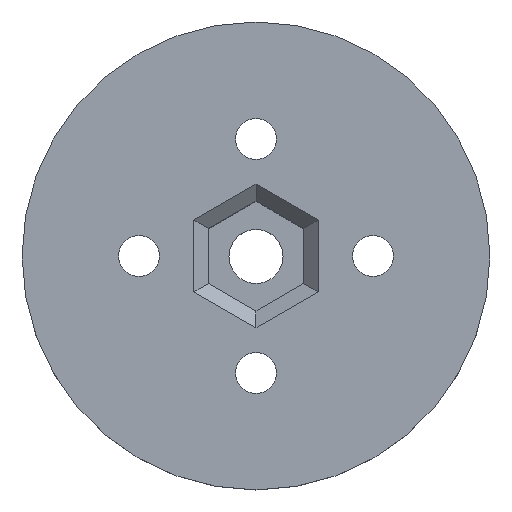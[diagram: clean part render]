
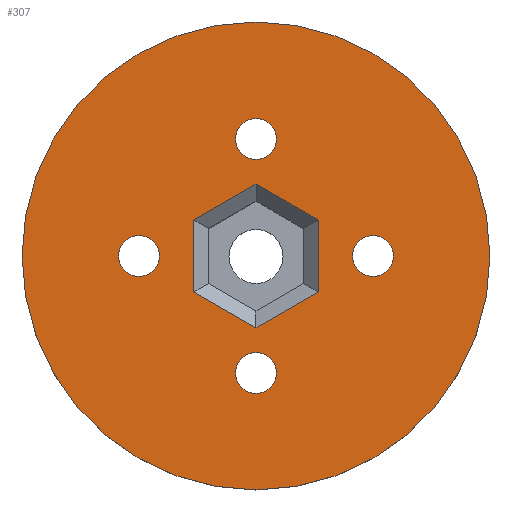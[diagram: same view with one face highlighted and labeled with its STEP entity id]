
A CAD part, top view. The second image highlights one B-rep face of the part: STEP entity #307.
In plain terms, the highlighted planar face has unit normal (0, 0, 1).
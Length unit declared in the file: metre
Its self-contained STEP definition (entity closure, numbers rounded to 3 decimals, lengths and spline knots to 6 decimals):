
#307 = ADVANCED_FACE( '', ( #653, #654, #655, #656, #657, #658 ), #659, .T. );
#653 = FACE_BOUND( '', #5538, .T. );
#654 = FACE_BOUND( '', #5539, .T. );
#655 = FACE_BOUND( '', #5540, .T. );
#656 = FACE_BOUND( '', #5541, .T. );
#657 = FACE_BOUND( '', #5542, .T. );
#658 = FACE_OUTER_BOUND( '', #5543, .T. );
#659 = PLANE( '', #5544 );
#5538 = EDGE_LOOP( '', ( #9053, #9054, #9055, #9056, #9057, #9058 ) );
#5539 = EDGE_LOOP( '', ( #9059 ) );
#5540 = EDGE_LOOP( '', ( #9060 ) );
#5541 = EDGE_LOOP( '', ( #9061 ) );
#5542 = EDGE_LOOP( '', ( #9062 ) );
#5543 = EDGE_LOOP( '', ( #9063 ) );
#5544 = AXIS2_PLACEMENT_3D( '', #9064, #9065, #9066 );
#9053 = ORIENTED_EDGE( '', *, *, #9523, .T. );
#9054 = ORIENTED_EDGE( '', *, *, #9615, .T. );
#9055 = ORIENTED_EDGE( '', *, *, #9495, .T. );
#9056 = ORIENTED_EDGE( '', *, *, #9569, .T. );
#9057 = ORIENTED_EDGE( '', *, *, #9582, .T. );
#9058 = ORIENTED_EDGE( '', *, *, #9519, .T. );
#9059 = ORIENTED_EDGE( '', *, *, #9616, .F. );
#9060 = ORIENTED_EDGE( '', *, *, #9479, .F. );
#9061 = ORIENTED_EDGE( '', *, *, #9476, .F. );
#9062 = ORIENTED_EDGE( '', *, *, #9362, .F. );
#9063 = ORIENTED_EDGE( '', *, *, #9436, .T. );
#9064 = CARTESIAN_POINT( '', ( 0., 0., 0.005 ) );
#9065 = DIRECTION( '', ( 0., 0., 1. ) );
#9066 = DIRECTION( '', ( 1., 0., 0. ) );
#9362 = EDGE_CURVE( '', #9800, #9800, #9801, .T. );
#9436 = EDGE_CURVE( '', #9926, #9926, #9927, .T. );
#9476 = EDGE_CURVE( '', #9982, #9982, #9983, .T. );
#9479 = EDGE_CURVE( '', #9987, #9987, #9988, .T. );
#9495 = EDGE_CURVE( '', #10009, #10007, #10010, .T. );
#9519 = EDGE_CURVE( '', #10039, #10041, #10043, .T. );
#9523 = EDGE_CURVE( '', #10041, #10047, #10049, .T. );
#9569 = EDGE_CURVE( '', #10007, #10101, #10103, .T. );
#9582 = EDGE_CURVE( '', #10101, #10039, #10117, .T. );
#9615 = EDGE_CURVE( '', #10047, #10009, #10151, .T. );
#9616 = EDGE_CURVE( '', #10152, #10152, #10153, .T. );
#9800 = VERTEX_POINT( '', #10599 );
#9801 = CIRCLE( '', #10600, 0.0014 );
#9926 = VERTEX_POINT( '', #10890 );
#9927 = CIRCLE( '', #10891, 0.016 );
#9982 = VERTEX_POINT( '', #11132 );
#9983 = CIRCLE( '', #11133, 0.0014 );
#9987 = VERTEX_POINT( '', #11137 );
#9988 = CIRCLE( '', #11138, 0.0014 );
#10007 = VERTEX_POINT( '', #11206 );
#10009 = VERTEX_POINT( '', #11209 );
#10010 = LINE( '', #11210, #11211 );
#10039 = VERTEX_POINT( '', #11284 );
#10041 = VERTEX_POINT( '', #11287 );
#10043 = LINE( '', #11290, #11291 );
#10047 = VERTEX_POINT( '', #11296 );
#10049 = LINE( '', #11299, #11300 );
#10101 = VERTEX_POINT( '', #11431 );
#10103 = LINE( '', #11434, #11435 );
#10117 = LINE( '', #11508, #11509 );
#10151 = LINE( '', #11631, #11632 );
#10152 = VERTEX_POINT( '', #11633 );
#10153 = CIRCLE( '', #11634, 0.0014 );
#10599 = CARTESIAN_POINT( '', ( -0.0066, 0., 0.005 ) );
#10600 = AXIS2_PLACEMENT_3D( '', #11891, #11892, #11893 );
#10890 = CARTESIAN_POINT( '', ( 0.016, 0., 0.005 ) );
#10891 = AXIS2_PLACEMENT_3D( '', #12011, #12012, #12013 );
#11132 = CARTESIAN_POINT( '', ( 0.0014, -0.008, 0.005 ) );
#11133 = AXIS2_PLACEMENT_3D( '', #12036, #12037, #12038 );
#11137 = CARTESIAN_POINT( '', ( 0.0094, 0., 0.005 ) );
#11138 = AXIS2_PLACEMENT_3D( '', #12042, #12043, #12044 );
#11206 = CARTESIAN_POINT( '', ( 0., 0.004907, 0.005 ) );
#11209 = CARTESIAN_POINT( '', ( -0.00425, 0.002454, 0.005 ) );
#11210 = CARTESIAN_POINT( '', ( -0.0005, 0.004619, 0.005 ) );
#11211 = VECTOR( '', #12059, 1. );
#11284 = CARTESIAN_POINT( '', ( 0.00425, -0.002454, 0.005 ) );
#11287 = CARTESIAN_POINT( '', ( 0., -0.004907, 0.005 ) );
#11290 = CARTESIAN_POINT( '', ( 0.0005, -0.004619, 0.005 ) );
#11291 = VECTOR( '', #12079, 1. );
#11296 = CARTESIAN_POINT( '', ( -0.00425, -0.002454, 0.005 ) );
#11299 = CARTESIAN_POINT( '', ( -0.00375, -0.002742, 0.005 ) );
#11300 = VECTOR( '', #12082, 1. );
#11431 = CARTESIAN_POINT( '', ( 0.00425, 0.002454, 0.005 ) );
#11434 = CARTESIAN_POINT( '', ( 0.00375, 0.002742, 0.005 ) );
#11435 = VECTOR( '', #12113, 1. );
#11508 = CARTESIAN_POINT( '', ( 0.00425, -0.001876, 0.005 ) );
#11509 = VECTOR( '', #12122, 1. );
#11631 = CARTESIAN_POINT( '', ( -0.00425, 0.001876, 0.005 ) );
#11632 = VECTOR( '', #12139, 1. );
#11633 = CARTESIAN_POINT( '', ( 0.0014, 0.008, 0.005 ) );
#11634 = AXIS2_PLACEMENT_3D( '', #12140, #12141, #12142 );
#11891 = CARTESIAN_POINT( '', ( -0.008, 0., 0.005 ) );
#11892 = DIRECTION( '', ( 0., 0., 1. ) );
#11893 = DIRECTION( '', ( 1., 0., 0. ) );
#12011 = CARTESIAN_POINT( '', ( 0., 0., 0.005 ) );
#12012 = DIRECTION( '', ( 0., 0., 1. ) );
#12013 = DIRECTION( '', ( 1., 0., 0. ) );
#12036 = CARTESIAN_POINT( '', ( 0., -0.008, 0.005 ) );
#12037 = DIRECTION( '', ( 0., 0., 1. ) );
#12038 = DIRECTION( '', ( 1., 0., 0. ) );
#12042 = CARTESIAN_POINT( '', ( 0.008, 0., 0.005 ) );
#12043 = DIRECTION( '', ( 0., 0., 1. ) );
#12044 = DIRECTION( '', ( 1., 0., 0. ) );
#12059 = DIRECTION( '', ( 0.866, 0.5, 0. ) );
#12079 = DIRECTION( '', ( -0.866, -0.5, 0. ) );
#12082 = DIRECTION( '', ( -0.866, 0.5, 0. ) );
#12113 = DIRECTION( '', ( 0.866, -0.5, 0. ) );
#12122 = DIRECTION( '', ( 0., -1., 0. ) );
#12139 = DIRECTION( '', ( 0., 1., 0. ) );
#12140 = CARTESIAN_POINT( '', ( 0., 0.008, 0.005 ) );
#12141 = DIRECTION( '', ( 0., 0., 1. ) );
#12142 = DIRECTION( '', ( 1., 0., 0. ) );
